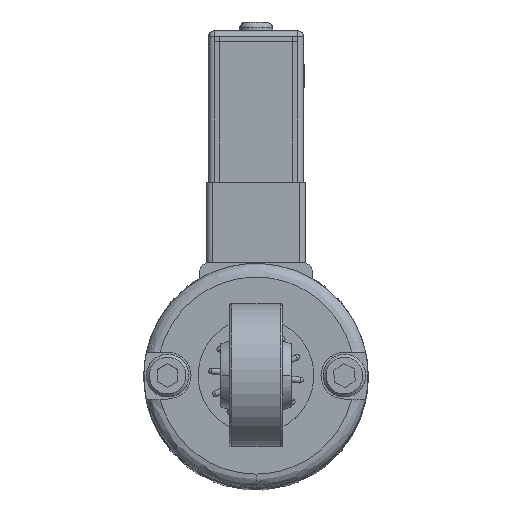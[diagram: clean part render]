
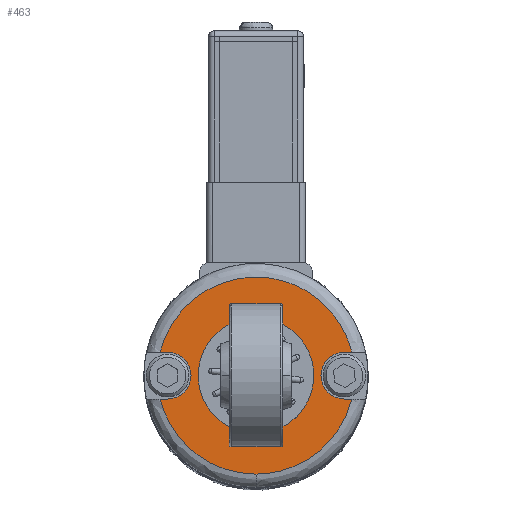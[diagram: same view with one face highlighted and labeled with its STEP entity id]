
A CAD part, top view. The second image highlights one B-rep face of the part: STEP entity #463.
In plain terms, the highlighted planar face has unit normal (0, 0, 1).
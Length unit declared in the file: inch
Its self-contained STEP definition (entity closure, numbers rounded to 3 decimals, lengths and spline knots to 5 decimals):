
#77 = CARTESIAN_POINT ( 'NONE',  ( 0.63477, -0.15551, 3.99606 ) ) ;
#266 = EDGE_LOOP ( 'NONE', ( #18776, #15643, #17504, #3446, #3733, #13503, #1682, #17798, #8960 ) ) ;
#463 = ADVANCED_FACE ( 'NONE', ( #9781, #18768 ), #16876, .F. ) ;
#503 = CARTESIAN_POINT ( 'NONE',  ( 0.58661, 0., 3.99606 ) ) ;
#707 = CARTESIAN_POINT ( 'NONE',  ( 0.63477, 0.15551, 3.99606 ) ) ;
#726 = DIRECTION ( 'NONE',  ( 0., 0., -1. ) ) ;
#760 = CARTESIAN_POINT ( 'NONE',  ( 0.63477, 0.15551, 3.99606 ) ) ;
#965 = EDGE_CURVE ( 'NONE', #8796, #13009, #8012, .T. ) ;
#976 = DIRECTION ( 'NONE',  ( -1., 0., 0. ) ) ;
#1682 = ORIENTED_EDGE ( 'NONE', *, *, #965, .T. ) ;
#1956 = CARTESIAN_POINT ( 'NONE',  ( 0.63477, -0.15551, 3.99606 ) ) ;
#2121 = CARTESIAN_POINT ( 'NONE',  ( -0.03923, -0.38185, 3.99606 ) ) ;
#2621 = EDGE_CURVE ( 'NONE', #18301, #18301, #22042, .T. ) ;
#2748 = CARTESIAN_POINT ( 'NONE',  ( 0., 0., 3.99606 ) ) ;
#2989 = AXIS2_PLACEMENT_3D ( 'NONE', #503, #22202, #3915 ) ;
#3061 = EDGE_CURVE ( 'NONE', #19442, #8796, #15217, .T. ) ;
#3446 = ORIENTED_EDGE ( 'NONE', *, *, #9672, .F. ) ;
#3733 = ORIENTED_EDGE ( 'NONE', *, *, #4604, .F. ) ;
#3915 = DIRECTION ( 'NONE',  ( 0., 1., 0. ) ) ;
#3999 = VERTEX_POINT ( 'NONE', #760 ) ;
#4230 =( BOUNDED_CURVE ( )  B_SPLINE_CURVE ( 3, ( #77, #7257, #17896, #21201 ),
 .UNSPECIFIED., .F., .T. ) 
 B_SPLINE_CURVE_WITH_KNOTS ( ( 4, 4 ),
 ( 0., 1. ),
 .UNSPECIFIED. ) 
 CURVE ( )  GEOMETRIC_REPRESENTATION_ITEM ( )  RATIONAL_B_SPLINE_CURVE ( ( 0.944, 0.813, 0.817, 0.957 ) ) 
 REPRESENTATION_ITEM ( '' )  );
#4241 = CARTESIAN_POINT ( 'NONE',  ( -0.43009, 0.99099, 3.99606 ) ) ;
#4488 = DIRECTION ( 'NONE',  ( 0., 1., 0. ) ) ;
#4604 = EDGE_CURVE ( 'NONE', #19442, #3999, #10697, .T. ) ;
#5425 = EDGE_CURVE ( 'NONE', #20379, #21685, #4230, .T. ) ;
#5460 = CARTESIAN_POINT ( 'NONE',  ( -0.55998, -0.46079, 3.99606 ) ) ;
#5843 = VECTOR ( 'NONE', #20779, 39.37008 ) ;
#5915 = LINE ( 'NONE', #22550, #12318 ) ;
#6254 = DIRECTION ( 'NONE',  ( 0., -1., 0. ) ) ;
#7257 = CARTESIAN_POINT ( 'NONE',  ( 0.55998, -0.46079, 3.99606 ) ) ;
#7269 = AXIS2_PLACEMENT_3D ( 'NONE', #22540, #726, #6254 ) ;
#7679 = CARTESIAN_POINT ( 'NONE',  ( 0., -0.65354, 3.99606 ) ) ;
#8012 = CIRCLE ( 'NONE', #19335, 0.15551 ) ;
#8080 = EDGE_CURVE ( 'NONE', #20379, #15103, #12269, .T. ) ;
#8440 = DIRECTION ( 'NONE',  ( 1., 0., 0. ) ) ;
#8499 = CARTESIAN_POINT ( 'NONE',  ( 0.72766, -0.15551, 3.99606 ) ) ;
#8796 = VERTEX_POINT ( 'NONE', #9619 ) ;
#8960 = ORIENTED_EDGE ( 'NONE', *, *, #20706, .F. ) ;
#8995 = CIRCLE ( 'NONE', #2989, 0.15551 ) ;
#9212 = AXIS2_PLACEMENT_3D ( 'NONE', #2748, #20679, #17608 ) ;
#9552 = CARTESIAN_POINT ( 'NONE',  ( -0.63477, 0.15551, 3.99606 ) ) ;
#9619 = CARTESIAN_POINT ( 'NONE',  ( -0.58661, 0.15551, 3.99606 ) ) ;
#9672 = EDGE_CURVE ( 'NONE', #3999, #18630, #5915, .T. ) ;
#9781 = FACE_BOUND ( 'NONE', #13049, .T. ) ;
#10089 = LINE ( 'NONE', #15290, #16863 ) ;
#10157 = EDGE_CURVE ( 'NONE', #10977, #13009, #10089, .T. ) ;
#10697 =( BOUNDED_CURVE ( )  B_SPLINE_CURVE ( 3, ( #20411, #4241, #13309, #707 ),
 .UNSPECIFIED., .F., .T. ) 
 B_SPLINE_CURVE_WITH_KNOTS ( ( 4, 4 ),
 ( 0., 1. ),
 .UNSPECIFIED. ) 
 CURVE ( )  GEOMETRIC_REPRESENTATION_ITEM ( )  RATIONAL_B_SPLINE_CURVE ( ( 0.922, 0.454, 0.454, 0.922 ) ) 
 REPRESENTATION_ITEM ( '' )  );
#10977 = VERTEX_POINT ( 'NONE', #21488 ) ;
#11384 = ORIENTED_EDGE ( 'NONE', *, *, #2621, .F. ) ;
#11681 = VECTOR ( 'NONE', #23159, 39.37008 ) ;
#12269 = LINE ( 'NONE', #8499, #11681 ) ;
#12318 = VECTOR ( 'NONE', #976, 39.37008 ) ;
#12475 = CARTESIAN_POINT ( 'NONE',  ( -0.58661, -0.15551, 3.99606 ) ) ;
#12644 = CARTESIAN_POINT ( 'NONE',  ( -0.63477, -0.15551, 3.99606 ) ) ;
#13009 = VERTEX_POINT ( 'NONE', #12475 ) ;
#13049 = EDGE_LOOP ( 'NONE', ( #11384 ) ) ;
#13309 = CARTESIAN_POINT ( 'NONE',  ( 0.43009, 0.99099, 3.99606 ) ) ;
#13503 = ORIENTED_EDGE ( 'NONE', *, *, #3061, .T. ) ;
#13550 = CARTESIAN_POINT ( 'NONE',  ( -0.72766, 0.15551, 3.99606 ) ) ;
#15103 = VERTEX_POINT ( 'NONE', #17579 ) ;
#15217 = LINE ( 'NONE', #13550, #5843 ) ;
#15290 = CARTESIAN_POINT ( 'NONE',  ( 0.64239, -0.15551, 3.99606 ) ) ;
#15643 = ORIENTED_EDGE ( 'NONE', *, *, #8080, .T. ) ;
#16863 = VECTOR ( 'NONE', #8440, 39.37008 ) ;
#16876 = PLANE ( 'NONE',  #7269 ) ;
#17504 = ORIENTED_EDGE ( 'NONE', *, *, #19487, .F. ) ;
#17579 = CARTESIAN_POINT ( 'NONE',  ( 0.58661, -0.15551, 3.99606 ) ) ;
#17608 = DIRECTION ( 'NONE',  ( -0.102, -0.995, 0. ) ) ;
#17798 = ORIENTED_EDGE ( 'NONE', *, *, #10157, .F. ) ;
#17896 = CARTESIAN_POINT ( 'NONE',  ( 0.31272, -0.65354, 3.99606 ) ) ;
#18215 = CARTESIAN_POINT ( 'NONE',  ( -0.31272, -0.65354, 3.99606 ) ) ;
#18301 = VERTEX_POINT ( 'NONE', #2121 ) ;
#18357 =( BOUNDED_CURVE ( )  B_SPLINE_CURVE ( 3, ( #7679, #18215, #5460, #12644 ),
 .UNSPECIFIED., .F., .T. ) 
 B_SPLINE_CURVE_WITH_KNOTS ( ( 4, 4 ),
 ( 0., 1. ),
 .UNSPECIFIED. ) 
 CURVE ( )  GEOMETRIC_REPRESENTATION_ITEM ( )  RATIONAL_B_SPLINE_CURVE ( ( 0.957, 0.817, 0.813, 0.944 ) ) 
 REPRESENTATION_ITEM ( '' )  );
#18630 = VERTEX_POINT ( 'NONE', #23222 ) ;
#18768 = FACE_OUTER_BOUND ( 'NONE', #266, .T. ) ;
#18776 = ORIENTED_EDGE ( 'NONE', *, *, #5425, .F. ) ;
#19335 = AXIS2_PLACEMENT_3D ( 'NONE', #22905, #22798, #4488 ) ;
#19442 = VERTEX_POINT ( 'NONE', #9552 ) ;
#19487 = EDGE_CURVE ( 'NONE', #18630, #15103, #8995, .T. ) ;
#20379 = VERTEX_POINT ( 'NONE', #1956 ) ;
#20411 = CARTESIAN_POINT ( 'NONE',  ( -0.63477, 0.15551, 3.99606 ) ) ;
#20679 = DIRECTION ( 'NONE',  ( 0., 0., 1. ) ) ;
#20706 = EDGE_CURVE ( 'NONE', #21685, #10977, #18357, .T. ) ;
#20779 = DIRECTION ( 'NONE',  ( 1., 0., 0. ) ) ;
#21201 = CARTESIAN_POINT ( 'NONE',  ( 0., -0.65354, 3.99606 ) ) ;
#21397 = CARTESIAN_POINT ( 'NONE',  ( 0., -0.65354, 3.99606 ) ) ;
#21488 = CARTESIAN_POINT ( 'NONE',  ( -0.63477, -0.15551, 3.99606 ) ) ;
#21685 = VERTEX_POINT ( 'NONE', #21397 ) ;
#22042 = CIRCLE ( 'NONE', #9212, 0.38386 ) ;
#22202 = DIRECTION ( 'NONE',  ( 0., 0., 1. ) ) ;
#22540 = CARTESIAN_POINT ( 'NONE',  ( 0.64239, 0.66139, 3.99606 ) ) ;
#22550 = CARTESIAN_POINT ( 'NONE',  ( 0.64239, 0.15551, 3.99606 ) ) ;
#22798 = DIRECTION ( 'NONE',  ( 0., 0., -1. ) ) ;
#22905 = CARTESIAN_POINT ( 'NONE',  ( -0.58661, 0., 3.99606 ) ) ;
#23159 = DIRECTION ( 'NONE',  ( -1., 0., 0. ) ) ;
#23222 = CARTESIAN_POINT ( 'NONE',  ( 0.58661, 0.15551, 3.99606 ) ) ;
